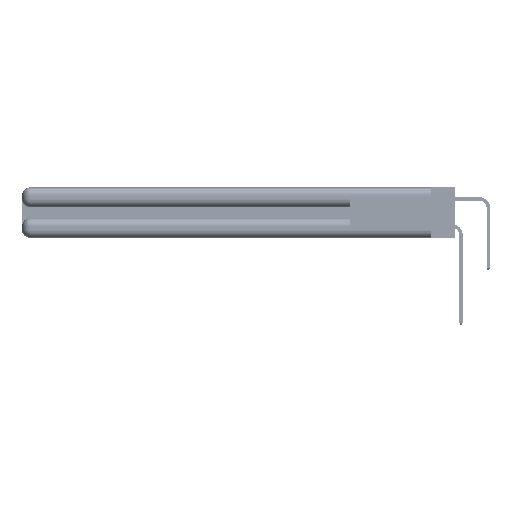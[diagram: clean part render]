
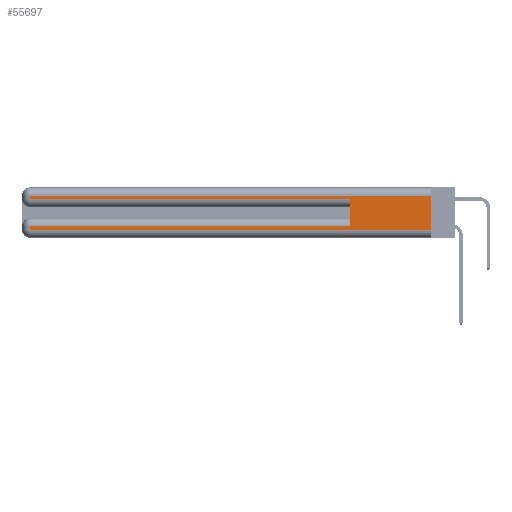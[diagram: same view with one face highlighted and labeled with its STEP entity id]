
A CAD part, left-side view. The second image highlights one B-rep face of the part: STEP entity #55697.
In plain terms, the highlighted planar face has unit normal (-1, 0, 0).
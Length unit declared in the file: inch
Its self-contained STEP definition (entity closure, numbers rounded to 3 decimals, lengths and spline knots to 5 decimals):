
#270 = EDGE_CURVE ( 'NONE', #28293, #41775, #14140, .T. ) ;
#3879 = DIRECTION ( 'NONE',  ( 1., 0., 0. ) ) ;
#3917 = CARTESIAN_POINT ( 'NONE',  ( 0., 0.6, 0.085 ) ) ;
#4118 = VERTEX_POINT ( 'NONE', #50492 ) ;
#4241 = EDGE_CURVE ( 'NONE', #38878, #41775, #17664, .T. ) ;
#4671 = VERTEX_POINT ( 'NONE', #3917 ) ;
#6461 = VECTOR ( 'NONE', #18357, 39.37008 ) ;
#7663 = ORIENTED_EDGE ( 'NONE', *, *, #49520, .T. ) ;
#9409 = CARTESIAN_POINT ( 'NONE',  ( 0., 0., 0.06 ) ) ;
#9731 = VERTEX_POINT ( 'NONE', #52578 ) ;
#10057 = CARTESIAN_POINT ( 'NONE',  ( 0., 0., 0.085 ) ) ;
#11641 = LINE ( 'NONE', #48136, #43619 ) ;
#13230 = ORIENTED_EDGE ( 'NONE', *, *, #270, .T. ) ;
#14140 = LINE ( 'NONE', #9409, #35414 ) ;
#16242 = VECTOR ( 'NONE', #37823, 39.37008 ) ;
#17664 = LINE ( 'NONE', #19609, #16242 ) ;
#17871 = LINE ( 'NONE', #20664, #39168 ) ;
#18357 = DIRECTION ( 'NONE',  ( 0., 0., 1. ) ) ;
#18415 = VECTOR ( 'NONE', #23815, 39.37008 ) ;
#19178 = EDGE_CURVE ( 'NONE', #4671, #9731, #33470, .T. ) ;
#19220 = ORIENTED_EDGE ( 'NONE', *, *, #27741, .T. ) ;
#19609 = CARTESIAN_POINT ( 'NONE',  ( 0., 0., 0.37 ) ) ;
#20664 = CARTESIAN_POINT ( 'NONE',  ( 0., 0., 0.285 ) ) ;
#21030 = VECTOR ( 'NONE', #57734, 39.37008 ) ;
#21889 = VECTOR ( 'NONE', #54208, 39.37008 ) ;
#23702 = AXIS2_PLACEMENT_3D ( 'NONE', #49195, #3879, #35703 ) ;
#23815 = DIRECTION ( 'NONE',  ( 0., 1., 0. ) ) ;
#24767 = CARTESIAN_POINT ( 'NONE',  ( 0., 0., 0.31 ) ) ;
#27741 = EDGE_CURVE ( 'NONE', #54617, #28293, #11641, .T. ) ;
#28293 = VERTEX_POINT ( 'NONE', #47304 ) ;
#31118 = PLANE ( 'NONE',  #23702 ) ;
#33470 = LINE ( 'NONE', #49861, #6461 ) ;
#34244 = ORIENTED_EDGE ( 'NONE', *, *, #51793, .T. ) ;
#35021 = ORIENTED_EDGE ( 'NONE', *, *, #45361, .T. ) ;
#35381 = CARTESIAN_POINT ( 'NONE',  ( 0., 2.94, 0.31 ) ) ;
#35414 = VECTOR ( 'NONE', #41231, 39.37008 ) ;
#35703 = DIRECTION ( 'NONE',  ( 0., 0., -1. ) ) ;
#37037 = EDGE_CURVE ( 'NONE', #38878, #39887, #57119, .T. ) ;
#37823 = DIRECTION ( 'NONE',  ( 0., 0., -1. ) ) ;
#37980 = EDGE_LOOP ( 'NONE', ( #46591, #57823, #35021, #7663, #42652, #34244, #19220, #13230 ) ) ;
#38878 = VERTEX_POINT ( 'NONE', #24767 ) ;
#39168 = VECTOR ( 'NONE', #43448, 39.37008 ) ;
#39577 = CARTESIAN_POINT ( 'NONE',  ( 0., 0., 0.06 ) ) ;
#39887 = VERTEX_POINT ( 'NONE', #35381 ) ;
#41231 = DIRECTION ( 'NONE',  ( 0., -1., 0. ) ) ;
#41775 = VERTEX_POINT ( 'NONE', #39577 ) ;
#41919 = FACE_OUTER_BOUND ( 'NONE', #37980, .T. ) ;
#42652 = ORIENTED_EDGE ( 'NONE', *, *, #19178, .F. ) ;
#43448 = DIRECTION ( 'NONE',  ( 0., -1., 0. ) ) ;
#43587 = DIRECTION ( 'NONE',  ( 0., 0., -1. ) ) ;
#43619 = VECTOR ( 'NONE', #43587, 39.37008 ) ;
#43958 = LINE ( 'NONE', #10057, #18415 ) ;
#45361 = EDGE_CURVE ( 'NONE', #39887, #4118, #57978, .T. ) ;
#46591 = ORIENTED_EDGE ( 'NONE', *, *, #4241, .F. ) ;
#47304 = CARTESIAN_POINT ( 'NONE',  ( 0., 2.94, 0.06 ) ) ;
#48136 = CARTESIAN_POINT ( 'NONE',  ( 0., 2.94, 0.37 ) ) ;
#49195 = CARTESIAN_POINT ( 'NONE',  ( 0., 0., 0.37 ) ) ;
#49520 = EDGE_CURVE ( 'NONE', #4118, #9731, #17871, .T. ) ;
#49693 = CARTESIAN_POINT ( 'NONE',  ( 0., 2.94, 0.37 ) ) ;
#49861 = CARTESIAN_POINT ( 'NONE',  ( 0., 0.6, 0.145 ) ) ;
#50492 = CARTESIAN_POINT ( 'NONE',  ( 0., 2.94, 0.285 ) ) ;
#51793 = EDGE_CURVE ( 'NONE', #4671, #54617, #43958, .T. ) ;
#52578 = CARTESIAN_POINT ( 'NONE',  ( 0., 0.6, 0.285 ) ) ;
#53260 = CARTESIAN_POINT ( 'NONE',  ( 0., 0., 0.31 ) ) ;
#54208 = DIRECTION ( 'NONE',  ( 0., 0., -1. ) ) ;
#54617 = VERTEX_POINT ( 'NONE', #58716 ) ;
#55697 = ADVANCED_FACE ( 'NONE', ( #41919 ), #31118, .F. ) ;
#57119 = LINE ( 'NONE', #53260, #21030 ) ;
#57734 = DIRECTION ( 'NONE',  ( 0., 1., 0. ) ) ;
#57823 = ORIENTED_EDGE ( 'NONE', *, *, #37037, .T. ) ;
#57978 = LINE ( 'NONE', #49693, #21889 ) ;
#58716 = CARTESIAN_POINT ( 'NONE',  ( 0., 2.94, 0.085 ) ) ;
